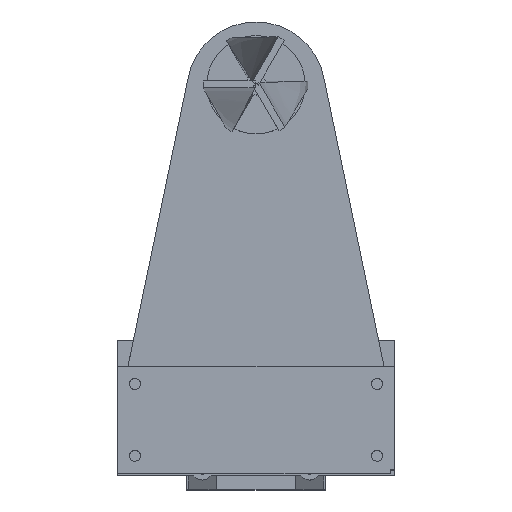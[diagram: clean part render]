
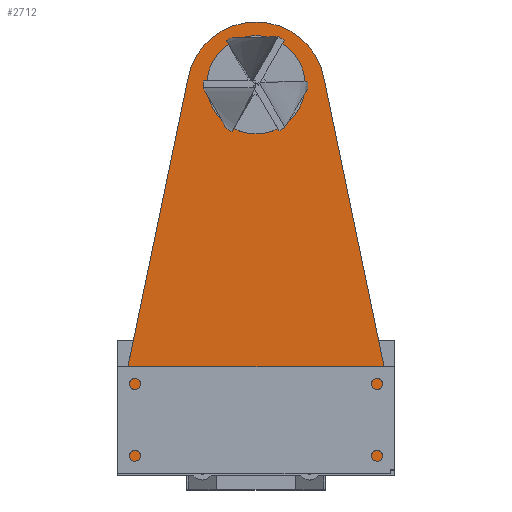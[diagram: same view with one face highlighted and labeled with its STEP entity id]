
A CAD part, top view. The second image highlights one B-rep face of the part: STEP entity #2712.
In plain terms, the highlighted planar face has unit normal (0, 0, 1).
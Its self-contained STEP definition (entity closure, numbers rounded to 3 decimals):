
#101=FACE_BOUND('',#640,.T.);
#102=FACE_BOUND('',#641,.T.);
#103=FACE_BOUND('',#642,.T.);
#104=FACE_BOUND('',#643,.T.);
#291=PLANE('',#3054);
#440=FACE_OUTER_BOUND('',#639,.T.);
#639=EDGE_LOOP('',(#2415,#2416,#2417,#2418,#2419,#2420));
#640=EDGE_LOOP('',(#2421));
#641=EDGE_LOOP('',(#2422));
#642=EDGE_LOOP('',(#2423));
#643=EDGE_LOOP('',(#2424));
#857=LINE('',#4794,#1092);
#862=LINE('',#4813,#1097);
#864=LINE('',#4817,#1099);
#866=LINE('',#4821,#1101);
#867=LINE('',#4822,#1102);
#1092=VECTOR('',#3690,10.);
#1097=VECTOR('',#3707,10.);
#1099=VECTOR('',#3711,10.);
#1101=VECTOR('',#3715,10.);
#1102=VECTOR('',#3716,10.);
#1221=CIRCLE('',#3044,20.);
#1227=CIRCLE('',#3055,4.2);
#1228=CIRCLE('',#3056,4.2);
#1229=CIRCLE('',#3057,4.2);
#1230=CIRCLE('',#3058,14.2);
#1424=VERTEX_POINT('',#4781);
#1425=VERTEX_POINT('',#4782);
#1429=VERTEX_POINT('',#4792);
#1437=VERTEX_POINT('',#4812);
#1438=VERTEX_POINT('',#4816);
#1439=VERTEX_POINT('',#4820);
#1440=VERTEX_POINT('',#4823);
#1441=VERTEX_POINT('',#4825);
#1442=VERTEX_POINT('',#4827);
#1443=VERTEX_POINT('',#4829);
#1754=EDGE_CURVE('',#1424,#1425,#1221,.T.);
#1760=EDGE_CURVE('',#1429,#1424,#857,.T.);
#1769=EDGE_CURVE('',#1425,#1437,#862,.T.);
#1771=EDGE_CURVE('',#1438,#1437,#864,.T.);
#1773=EDGE_CURVE('',#1429,#1439,#866,.T.);
#1774=EDGE_CURVE('',#1439,#1438,#867,.T.);
#1775=EDGE_CURVE('',#1440,#1440,#1227,.T.);
#1776=EDGE_CURVE('',#1441,#1441,#1228,.T.);
#1777=EDGE_CURVE('',#1442,#1442,#1229,.T.);
#1778=EDGE_CURVE('',#1443,#1443,#1230,.T.);
#2415=ORIENTED_EDGE('',*,*,#1754,.F.);
#2416=ORIENTED_EDGE('',*,*,#1760,.F.);
#2417=ORIENTED_EDGE('',*,*,#1773,.T.);
#2418=ORIENTED_EDGE('',*,*,#1774,.T.);
#2419=ORIENTED_EDGE('',*,*,#1771,.T.);
#2420=ORIENTED_EDGE('',*,*,#1769,.F.);
#2421=ORIENTED_EDGE('',*,*,#1775,.T.);
#2422=ORIENTED_EDGE('',*,*,#1776,.T.);
#2423=ORIENTED_EDGE('',*,*,#1777,.T.);
#2424=ORIENTED_EDGE('',*,*,#1778,.T.);
#2712=ADVANCED_FACE('',(#440,#101,#102,#103,#104),#291,.T.);
#3044=AXIS2_PLACEMENT_3D('',#4783,#3680,#3681);
#3054=AXIS2_PLACEMENT_3D('',#4819,#3713,#3714);
#3055=AXIS2_PLACEMENT_3D('',#4824,#3717,#3718);
#3056=AXIS2_PLACEMENT_3D('',#4826,#3719,#3720);
#3057=AXIS2_PLACEMENT_3D('',#4828,#3721,#3722);
#3058=AXIS2_PLACEMENT_3D('',#4830,#3723,#3724);
#3680=DIRECTION('center_axis',(0.,0.,-1.));
#3681=DIRECTION('ref_axis',(-0.979,0.204,0.));
#3690=DIRECTION('',(0.204,0.979,0.));
#3707=DIRECTION('',(0.204,-0.979,0.));
#3711=DIRECTION('',(0.,1.,0.));
#3713=DIRECTION('center_axis',(0.,0.,1.));
#3714=DIRECTION('ref_axis',(1.,0.,0.));
#3715=DIRECTION('',(0.,-1.,0.));
#3716=DIRECTION('',(1.,0.,0.));
#3717=DIRECTION('center_axis',(0.,0.,-1.));
#3718=DIRECTION('ref_axis',(1.,0.,0.));
#3719=DIRECTION('center_axis',(0.,0.,-1.));
#3720=DIRECTION('ref_axis',(1.,0.,0.));
#3721=DIRECTION('center_axis',(0.,0.,-1.));
#3722=DIRECTION('ref_axis',(1.,0.,0.));
#3723=DIRECTION('center_axis',(0.,0.,-1.));
#3724=DIRECTION('ref_axis',(1.,0.,0.));
#4781=CARTESIAN_POINT('',(-19.58,73.628,30.));
#4782=CARTESIAN_POINT('',(19.58,73.628,30.));
#4783=CARTESIAN_POINT('Origin',(0.,69.548,
30.));
#4792=CARTESIAN_POINT('',(-40.,-24.39,30.));
#4794=CARTESIAN_POINT('',(-27.707,34.615,30.));
#4812=CARTESIAN_POINT('',(40.,-24.39,30.));
#4813=CARTESIAN_POINT('',(27.707,34.615,30.));
#4816=CARTESIAN_POINT('',(40.,-40.,30.));
#4817=CARTESIAN_POINT('',(40.,-40.,30.));
#4819=CARTESIAN_POINT('Origin',(0.,27.805,
30.));
#4820=CARTESIAN_POINT('',(-40.,-40.,30.));
#4821=CARTESIAN_POINT('',(-40.,95.61,30.));
#4822=CARTESIAN_POINT('',(-40.,-40.,30.));
#4823=CARTESIAN_POINT('',(-4.2,-23.59,30.));
#4824=CARTESIAN_POINT('Origin',(0.,-23.59,
30.));
#4825=CARTESIAN_POINT('',(-27.698,-23.59,30.));
#4826=CARTESIAN_POINT('Origin',(-23.498,-23.59,30.));
#4827=CARTESIAN_POINT('',(18.84,-23.59,30.));
#4828=CARTESIAN_POINT('Origin',(23.04,-23.59,30.));
#4829=CARTESIAN_POINT('',(-14.2,71.41,30.));
#4830=CARTESIAN_POINT('Origin',(0.,71.41,30.));
